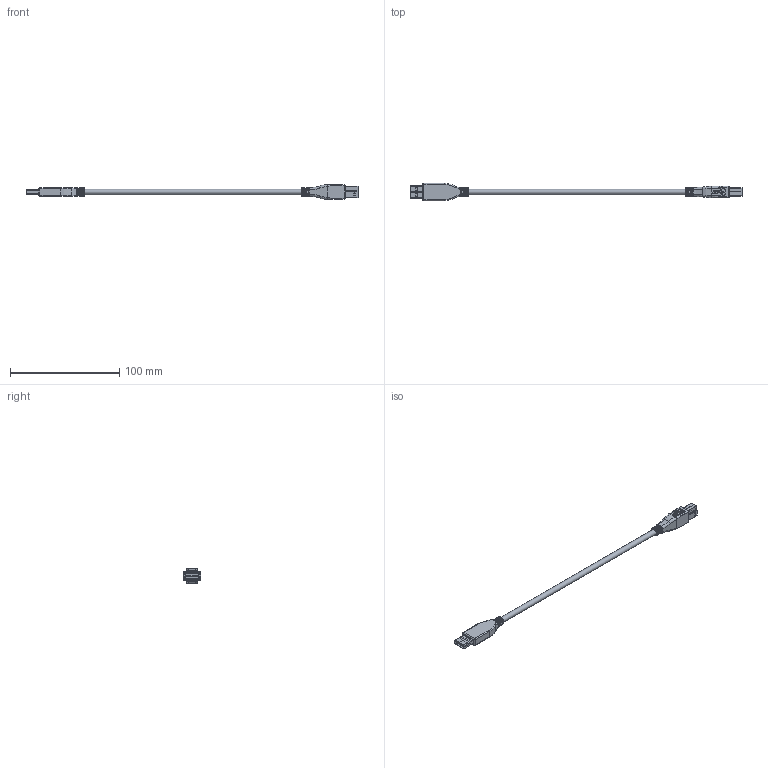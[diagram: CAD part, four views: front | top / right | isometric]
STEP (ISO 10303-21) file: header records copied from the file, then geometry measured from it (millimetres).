
FILE_DESCRIPTION(/* description */ ('Unknown'),/* implementation_level */ '2;1');
FILE_NAME(/* name */ '692903100000',/* time_stamp */ '2022-04-22T12:05:23+02:00',/* author */ ('Unknown'),/* organization */ ('Unknown'),/* preprocessor_version */ 'ST-DEVELOPER v16.7',/* originating_system */ 'Solid Edge',/* authorisation */ 'Unknown');
FILE_SCHEMA (('TECHNICAL_DATA_PACKAGING','AUTOMOTIVE_DESIGN {1 0 10303 214 3 1 1}'));
Length unit declared in the file: millimetre
Products named in the file (1): 692903100000
Bounding box: 304.5 x 15.8 x 13.5 mm (x, y, z)
Volume: 12846.4 mm3; surface area: 10087.6 mm2
Topology: 1 solids, 1 shells, 1006 faces, 2803 edges, 1807 vertices
Faces by surface type: plane 679, cylinder 229, torus 50, bspline 28, sphere 12, cone 8
Full cylindrical faces by diameter (mm): 0.8 x2, 0.9 x5, 5 x1, 7.75 x2
Entity records: 40086 total; most frequent: CARTESIAN_POINT 7223, ORIENTED_EDGE 5510, DIRECTION 5217, EDGE_CURVE 2755, LINE 1989, VECTOR 1989, VERTEX_POINT 1791, AXIS2_PLACEMENT_3D 1614
